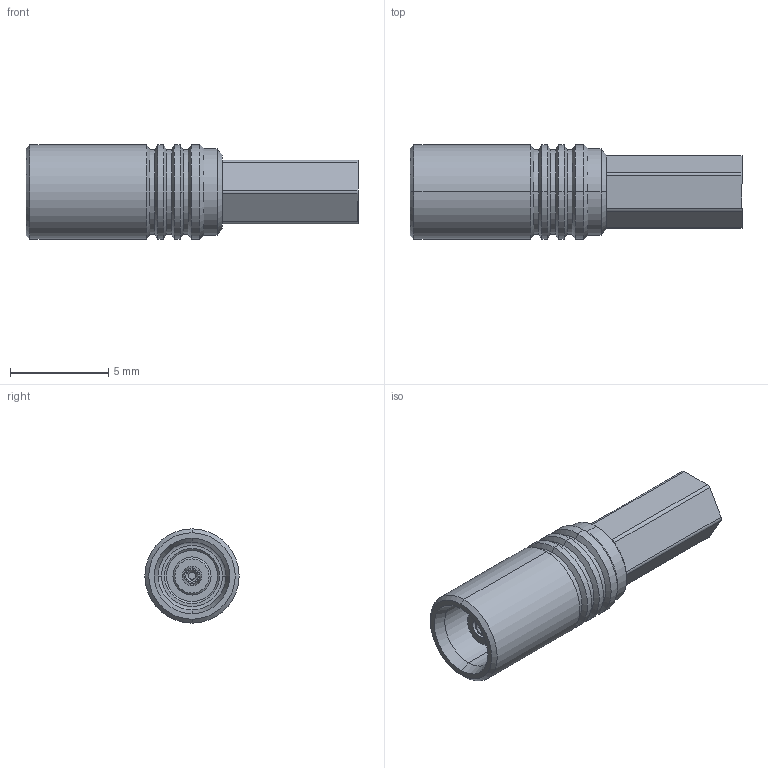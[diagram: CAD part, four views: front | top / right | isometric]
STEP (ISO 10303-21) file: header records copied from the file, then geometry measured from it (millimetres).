
FILE_DESCRIPTION (( 'STEP AP203' ), '1' );
FILE_NAME ('R113.240.000E.STEP', '2011-07-04T14:28:11', ( 'RADIALL' ), ( 'RADIALL' ), 'SwSTEP 2.0', 'SolidWorks 2011', '' );
FILE_SCHEMA (( 'CONFIG_CONTROL_DESIGN' ));
Length unit declared in the file: millimetre
Products named in the file (1): R113.240.000E
Bounding box: 16.9 x 4.8 x 4.8 mm (x, y, z)
Volume: 203.6 mm3; surface area: 339.1 mm2
Topology: 1 solids, 1 shells, 94 faces, 221 edges, 136 vertices
Faces by surface type: cone 38, cylinder 30, plane 24, torus 2
Entity records: 2839 total; most frequent: CARTESIAN_POINT 554, DIRECTION 500, ORIENTED_EDGE 442, EDGE_CURVE 221, AXIS2_PLACEMENT_3D 206, VERTEX_POINT 136, CIRCLE 111, EDGE_LOOP 101
